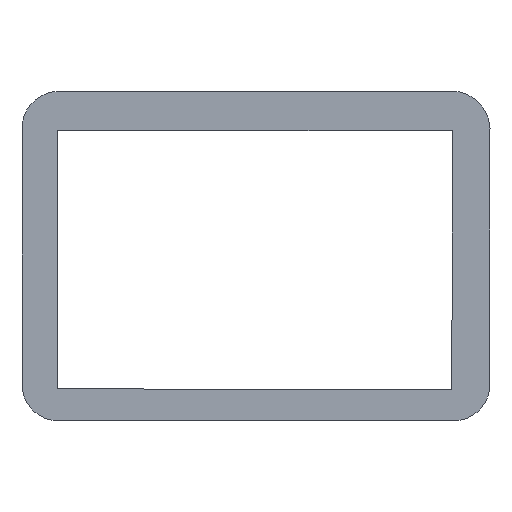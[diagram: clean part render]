
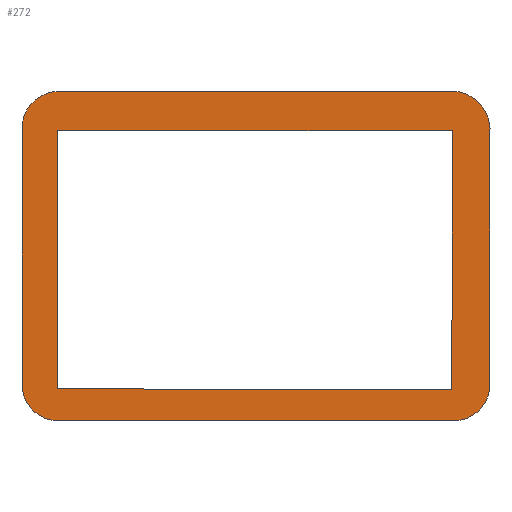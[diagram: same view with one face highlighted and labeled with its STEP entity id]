
A CAD part, front view. The second image highlights one B-rep face of the part: STEP entity #272.
In plain terms, the highlighted planar face has unit normal (0, -1, 0).
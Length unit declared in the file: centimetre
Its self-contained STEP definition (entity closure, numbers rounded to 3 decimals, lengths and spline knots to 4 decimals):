
#1 = CARTESIAN_POINT ( 'NONE',  ( 14.967, 0., 7.2384 ) ) ;
#2 = CIRCLE ( 'NONE', #20, 0.8223 ) ;
#8 = DIRECTION ( 'NONE',  ( 0., 0., -1. ) ) ;
#9 = LINE ( 'NONE', #343, #105 ) ;
#11 = ORIENTED_EDGE ( 'NONE', *, *, #146, .T. ) ;
#17 = LINE ( 'NONE', #1, #103 ) ;
#20 = AXIS2_PLACEMENT_3D ( 'NONE', #476, #518, #168 ) ;
#25 = DIRECTION ( 'NONE',  ( -0.001, 0., -1. ) ) ;
#29 = CARTESIAN_POINT ( 'NONE',  ( 14.1322, 0., 7.1882 ) ) ;
#31 = CARTESIAN_POINT ( 'NONE',  ( 14.1322, 0., 7.1882 ) ) ;
#32 = VERTEX_POINT ( 'NONE', #92 ) ;
#34 = EDGE_CURVE ( 'NONE', #380, #394, #9, .T. ) ;
#37 = CARTESIAN_POINT ( 'NONE',  ( 14.9664, 0., 3.0954 ) ) ;
#46 = ORIENTED_EDGE ( 'NONE', *, *, #396, .F. ) ;
#47 = CARTESIAN_POINT ( 'NONE',  ( 5.4275, 0., 1.4953 ) ) ;
#48 = FACE_BOUND ( 'NONE', #117, .T. ) ;
#58 = CARTESIAN_POINT ( 'NONE',  ( 14.9664, 0., 3.0954 ) ) ;
#60 = EDGE_CURVE ( 'NONE', #228, #541, #2, .T. ) ;
#66 = VECTOR ( 'NONE', #493, 100. ) ;
#67 = CARTESIAN_POINT ( 'NONE',  ( 5.4663, 0., 8.0611 ) ) ;
#70 = VECTOR ( 'NONE', #25, 100. ) ;
#74 = ORIENTED_EDGE ( 'NONE', *, *, #526, .T. ) ;
#88 = DIRECTION ( 'NONE',  ( 1., 0., 0. ) ) ;
#92 = CARTESIAN_POINT ( 'NONE',  ( 5.4441, 0., 0.7935 ) ) ;
#94 = PLANE ( 'NONE',  #405 ) ;
#95 = VERTEX_POINT ( 'NONE', #123 ) ;
#101 = EDGE_CURVE ( 'NONE', #541, #172, #344, .T. ) ;
#102 = AXIS2_PLACEMENT_3D ( 'NONE', #435, #130, #171 ) ;
#103 = VECTOR ( 'NONE', #8, 100. ) ;
#105 = VECTOR ( 'NONE', #517, 100. ) ;
#116 = CARTESIAN_POINT ( 'NONE',  ( 14.1275, 0., 1.4882 ) ) ;
#117 = EDGE_LOOP ( 'NONE', ( #455, #74, #11, #166 ) ) ;
#120 = ORIENTED_EDGE ( 'NONE', *, *, #101, .F. ) ;
#123 = CARTESIAN_POINT ( 'NONE',  ( 14.1664, 0., 0.7935 ) ) ;
#124 = CARTESIAN_POINT ( 'NONE',  ( 14.1664, 0., 1.5935 ) ) ;
#130 = DIRECTION ( 'NONE',  ( 0., 1., 0. ) ) ;
#141 = VERTEX_POINT ( 'NONE', #377 ) ;
#146 = EDGE_CURVE ( 'NONE', #157, #380, #383, .T. ) ;
#157 = VERTEX_POINT ( 'NONE', #297 ) ;
#166 = ORIENTED_EDGE ( 'NONE', *, *, #34, .T. ) ;
#168 = DIRECTION ( 'NONE',  ( 0., 0., -1. ) ) ;
#171 = DIRECTION ( 'NONE',  ( 0., 0., 1. ) ) ;
#172 = VERTEX_POINT ( 'NONE', #182 ) ;
#182 = CARTESIAN_POINT ( 'NONE',  ( 14.1447, 0., 8.0612 ) ) ;
#193 = DIRECTION ( 'NONE',  ( -1., 0., 0. ) ) ;
#206 = CARTESIAN_POINT ( 'NONE',  ( 4.6441, 0., 1.5935 ) ) ;
#207 = DIRECTION ( 'NONE',  ( 0., 1., 0. ) ) ;
#215 = ORIENTED_EDGE ( 'NONE', *, *, #538, .F. ) ;
#228 = VERTEX_POINT ( 'NONE', #268 ) ;
#231 = CIRCLE ( 'NONE', #353, 0.8 ) ;
#235 = AXIS2_PLACEMENT_3D ( 'NONE', #280, #452, #317 ) ;
#239 = DIRECTION ( 'NONE',  ( 0., 0., -1. ) ) ;
#240 = LINE ( 'NONE', #29, #70 ) ;
#247 = ORIENTED_EDGE ( 'NONE', *, *, #308, .F. ) ;
#249 = CARTESIAN_POINT ( 'NONE',  ( 4.6441, 0., 7.2388 ) ) ;
#252 = VERTEX_POINT ( 'NONE', #303 ) ;
#263 = DIRECTION ( 'NONE',  ( 0., 0., 1. ) ) ;
#268 = CARTESIAN_POINT ( 'NONE',  ( 4.6441, 0., 7.2388 ) ) ;
#269 = ORIENTED_EDGE ( 'NONE', *, *, #60, .F. ) ;
#272 = ADVANCED_FACE ( 'NONE', ( #475, #48 ), #94, .F. ) ;
#278 = LINE ( 'NONE', #37, #66 ) ;
#279 = VERTEX_POINT ( 'NONE', #58 ) ;
#280 = CARTESIAN_POINT ( 'NONE',  ( 14.1174, 0., 7.2117 ) ) ;
#297 = CARTESIAN_POINT ( 'NONE',  ( 5.4275, 0., 1.4953 ) ) ;
#303 = CARTESIAN_POINT ( 'NONE',  ( 14.967, 0., 7.2384 ) ) ;
#308 = EDGE_CURVE ( 'NONE', #141, #95, #332, .T. ) ;
#317 = DIRECTION ( 'NONE',  ( 0., 0., -1. ) ) ;
#318 = DIRECTION ( 'NONE',  ( 0., 0., 1. ) ) ;
#332 = CIRCLE ( 'NONE', #102, 0.8 ) ;
#339 = EDGE_CURVE ( 'NONE', #252, #279, #17, .T. ) ;
#343 = CARTESIAN_POINT ( 'NONE',  ( 5.4322, 0., 7.1953 ) ) ;
#344 = LINE ( 'NONE', #390, #384 ) ;
#350 = VECTOR ( 'NONE', #533, 100. ) ;
#353 = AXIS2_PLACEMENT_3D ( 'NONE', #354, #403, #239 ) ;
#354 = CARTESIAN_POINT ( 'NONE',  ( 5.4441, 0., 1.5935 ) ) ;
#360 = CARTESIAN_POINT ( 'NONE',  ( 5.4322, 0., 7.1953 ) ) ;
#362 = LINE ( 'NONE', #365, #350 ) ;
#365 = CARTESIAN_POINT ( 'NONE',  ( 14.1275, 0., 1.4882 ) ) ;
#370 = EDGE_CURVE ( 'NONE', #394, #371, #240, .T. ) ;
#371 = VERTEX_POINT ( 'NONE', #116 ) ;
#372 = ORIENTED_EDGE ( 'NONE', *, *, #463, .F. ) ;
#377 = CARTESIAN_POINT ( 'NONE',  ( 14.9664, 0., 1.5935 ) ) ;
#380 = VERTEX_POINT ( 'NONE', #360 ) ;
#383 = LINE ( 'NONE', #47, #479 ) ;
#384 = VECTOR ( 'NONE', #88, 100. ) ;
#390 = CARTESIAN_POINT ( 'NONE',  ( 5.4663, 0., 8.0611 ) ) ;
#394 = VERTEX_POINT ( 'NONE', #31 ) ;
#396 = EDGE_CURVE ( 'NONE', #95, #32, #417, .T. ) ;
#398 = EDGE_LOOP ( 'NONE', ( #478, #523, #120, #269, #372, #215, #46, #247, #415 ) ) ;
#403 = DIRECTION ( 'NONE',  ( 0., 1., 0. ) ) ;
#405 = AXIS2_PLACEMENT_3D ( 'NONE', #124, #207, #263 ) ;
#406 = VECTOR ( 'NONE', #193, 100. ) ;
#415 = ORIENTED_EDGE ( 'NONE', *, *, #441, .F. ) ;
#417 = LINE ( 'NONE', #529, #406 ) ;
#427 = VERTEX_POINT ( 'NONE', #206 ) ;
#435 = CARTESIAN_POINT ( 'NONE',  ( 14.1664, 0., 1.5935 ) ) ;
#437 = DIRECTION ( 'NONE',  ( 0.001, 0., 1. ) ) ;
#441 = EDGE_CURVE ( 'NONE', #279, #141, #278, .T. ) ;
#452 = DIRECTION ( 'NONE',  ( 0., 1., 0. ) ) ;
#455 = ORIENTED_EDGE ( 'NONE', *, *, #370, .T. ) ;
#458 = VECTOR ( 'NONE', #318, 100. ) ;
#463 = EDGE_CURVE ( 'NONE', #427, #228, #534, .T. ) ;
#475 = FACE_OUTER_BOUND ( 'NONE', #398, .T. ) ;
#476 = CARTESIAN_POINT ( 'NONE',  ( 5.4664, 0., 7.2388 ) ) ;
#478 = ORIENTED_EDGE ( 'NONE', *, *, #339, .F. ) ;
#479 = VECTOR ( 'NONE', #437, 100. ) ;
#493 = DIRECTION ( 'NONE',  ( 0., 0., -1. ) ) ;
#498 = CIRCLE ( 'NONE', #235, 0.85 ) ;
#517 = DIRECTION ( 'NONE',  ( 1., 0., -0.001 ) ) ;
#518 = DIRECTION ( 'NONE',  ( 0., 1., 0. ) ) ;
#523 = ORIENTED_EDGE ( 'NONE', *, *, #524, .F. ) ;
#524 = EDGE_CURVE ( 'NONE', #172, #252, #498, .T. ) ;
#526 = EDGE_CURVE ( 'NONE', #371, #157, #362, .T. ) ;
#529 = CARTESIAN_POINT ( 'NONE',  ( 5.4441, 0., 0.7935 ) ) ;
#533 = DIRECTION ( 'NONE',  ( -1., 0., 0.001 ) ) ;
#534 = LINE ( 'NONE', #249, #458 ) ;
#538 = EDGE_CURVE ( 'NONE', #32, #427, #231, .T. ) ;
#541 = VERTEX_POINT ( 'NONE', #67 ) ;
